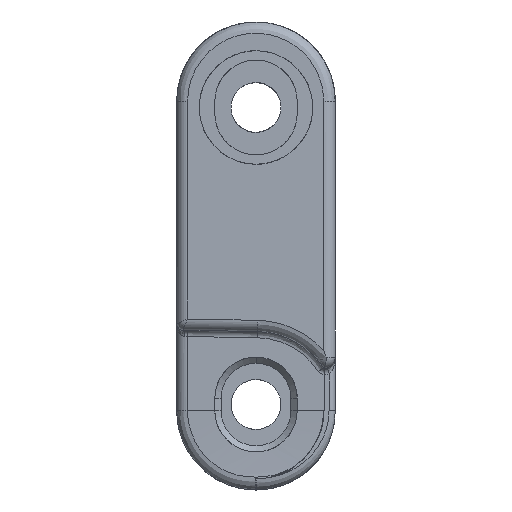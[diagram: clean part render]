
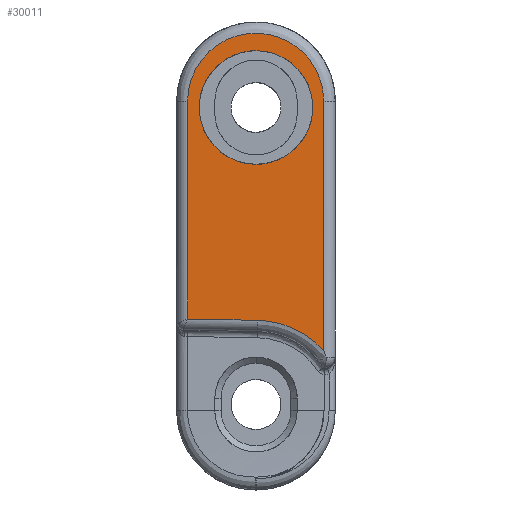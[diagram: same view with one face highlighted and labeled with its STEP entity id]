
A CAD part, left-side view. The second image highlights one B-rep face of the part: STEP entity #30011.
In plain terms, the highlighted planar face has unit normal (-0.999, 0.035, 0).
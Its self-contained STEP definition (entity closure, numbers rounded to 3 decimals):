
#703 = VERTEX_POINT ( 'NONE', #33919 ) ;
#1218 = ORIENTED_EDGE ( 'NONE', *, *, #16080, .F. ) ;
#1835 = EDGE_CURVE ( 'NONE', #703, #16277, #3048, .T. ) ;
#1849 = VECTOR ( 'NONE', #28890, 1000. ) ;
#2207 =( BOUNDED_CURVE ( )  B_SPLINE_CURVE ( 3, ( #20464, #14439, #26678, #18650 ),
 .UNSPECIFIED., .F., .T. ) 
 B_SPLINE_CURVE_WITH_KNOTS ( ( 4, 4 ),
 ( 1.571, 4.712 ),
 .UNSPECIFIED. ) 
 CURVE ( )  GEOMETRIC_REPRESENTATION_ITEM ( )  RATIONAL_B_SPLINE_CURVE ( ( 1., 0.333, 0.333, 1. ) ) 
 REPRESENTATION_ITEM ( '' )  );
#2765 = VERTEX_POINT ( 'NONE', #37301 ) ;
#3048 = LINE ( 'NONE', #8643, #28041 ) ;
#3398 = CARTESIAN_POINT ( 'NONE',  ( -57.069, -10.385, -6.04 ) ) ;
#3759 = VERTEX_POINT ( 'NONE', #21877 ) ;
#4568 = EDGE_CURVE ( 'NONE', #21772, #703, #21508, .T. ) ;
#5329 = DIRECTION ( 'NONE',  ( -0.035, -0.999, 0. ) ) ;
#6518 = CARTESIAN_POINT ( 'NONE',  ( -57.117, -11.769, 12.4 ) ) ;
#8199 = LINE ( 'NONE', #13419, #21895 ) ;
#8526 = VERTEX_POINT ( 'NONE', #13717 ) ;
#8596 = CARTESIAN_POINT ( 'NONE',  ( -57.004, -8.508, -5.187 ) ) ;
#8643 = CARTESIAN_POINT ( 'NONE',  ( -57.117, -11.769, 18.8 ) ) ;
#8657 = ORIENTED_EDGE ( 'NONE', *, *, #13808, .T. ) ;
#8927 = DIRECTION ( 'NONE',  ( -0.999, 0.035, 0. ) ) ;
#8989 =( BOUNDED_CURVE ( )  B_SPLINE_CURVE ( 3, ( #19546, #31772, #27980, #16540 ),
 .UNSPECIFIED., .F., .T. ) 
 B_SPLINE_CURVE_WITH_KNOTS ( ( 4, 4 ),
 ( 4.712, 7.854 ),
 .UNSPECIFIED. ) 
 CURVE ( )  GEOMETRIC_REPRESENTATION_ITEM ( )  RATIONAL_B_SPLINE_CURVE ( ( 1., 0.333, 0.333, 1. ) ) 
 REPRESENTATION_ITEM ( '' )  );
#9382 = CARTESIAN_POINT ( 'NONE',  ( -56.932, -6.447, -5.151 ) ) ;
#9389 = EDGE_CURVE ( 'NONE', #8526, #2765, #8989, .T. ) ;
#9918 = CARTESIAN_POINT ( 'NONE',  ( -56.737, -0.869, 23.3 ) ) ;
#10838 = LINE ( 'NONE', #34703, #1849 ) ;
#10922 = CARTESIAN_POINT ( 'NONE',  ( -56.932, -6.447, -5.151 ) ) ;
#11371 = ORIENTED_EDGE ( 'NONE', *, *, #34541, .T. ) ;
#13419 = CARTESIAN_POINT ( 'NONE',  ( -57.134, -12.242, -5.252 ) ) ;
#13717 = CARTESIAN_POINT ( 'NONE',  ( -56.928, -6.35, 7.35 ) ) ;
#13808 = EDGE_CURVE ( 'NONE', #2765, #8526, #2207, .T. ) ;
#14439 = CARTESIAN_POINT ( 'NONE',  ( -57.246, -15.45, 16.45 ) ) ;
#16080 = EDGE_CURVE ( 'NONE', #32221, #3759, #8199, .T. ) ;
#16277 = VERTEX_POINT ( 'NONE', #21402 ) ;
#16540 = CARTESIAN_POINT ( 'NONE',  ( -56.928, -6.35, 16.45 ) ) ;
#18650 = CARTESIAN_POINT ( 'NONE',  ( -56.928, -6.35, 7.35 ) ) ;
#18957 = ORIENTED_EDGE ( 'NONE', *, *, #1835, .F. ) ;
#19546 = CARTESIAN_POINT ( 'NONE',  ( -56.928, -6.35, 7.35 ) ) ;
#20464 = CARTESIAN_POINT ( 'NONE',  ( -56.928, -6.35, 16.45 ) ) ;
#20858 = DIRECTION ( 'NONE',  ( 0., 0., -1. ) ) ;
#21402 = CARTESIAN_POINT ( 'NONE',  ( -57.117, -11.769, -7.568 ) ) ;
#21508 =( BOUNDED_CURVE ( )  B_SPLINE_CURVE ( 3, ( #21730, #9918, #33951, #6518 ),
 .UNSPECIFIED., .F., .T. ) 
 B_SPLINE_CURVE_WITH_KNOTS ( ( 4, 4 ),
 ( 0., 3.142 ),
 .UNSPECIFIED. ) 
 CURVE ( )  GEOMETRIC_REPRESENTATION_ITEM ( )  RATIONAL_B_SPLINE_CURVE ( ( 1., 0.333, 0.333, 1. ) ) 
 REPRESENTATION_ITEM ( '' )  );
#21605 = CARTESIAN_POINT ( 'NONE',  ( -57.117, -11.769, -7.568 ) ) ;
#21730 = CARTESIAN_POINT ( 'NONE',  ( -56.737, -0.869, 12.4 ) ) ;
#21772 = VERTEX_POINT ( 'NONE', #36085 ) ;
#21877 = CARTESIAN_POINT ( 'NONE',  ( -56.737, -0.869, -5.054 ) ) ;
#21895 = VECTOR ( 'NONE', #25648, 1000. ) ;
#21936 =( BOUNDED_CURVE ( )  B_SPLINE_CURVE ( 3, ( #21605, #3398, #8596, #9382 ),
 .UNSPECIFIED., .F., .F. ) 
 B_SPLINE_CURVE_WITH_KNOTS ( ( 4, 4 ),
 ( 3.877, 4.695 ),
 .UNSPECIFIED. ) 
 CURVE ( )  GEOMETRIC_REPRESENTATION_ITEM ( )  RATIONAL_B_SPLINE_CURVE ( ( 1., 0.945, 0.945, 1. ) ) 
 REPRESENTATION_ITEM ( '' )  );
#23098 = ORIENTED_EDGE ( 'NONE', *, *, #30975, .F. ) ;
#23398 = ORIENTED_EDGE ( 'NONE', *, *, #9389, .T. ) ;
#25648 = DIRECTION ( 'NONE',  ( 0.035, 0.999, 0.017 ) ) ;
#26377 = FACE_OUTER_BOUND ( 'NONE', #32065, .T. ) ;
#26678 = CARTESIAN_POINT ( 'NONE',  ( -57.246, -15.45, 7.35 ) ) ;
#27980 = CARTESIAN_POINT ( 'NONE',  ( -56.61, 2.75, 16.45 ) ) ;
#28041 = VECTOR ( 'NONE', #20858, 1000. ) ;
#28890 = DIRECTION ( 'NONE',  ( 0., 0., -1. ) ) ;
#30011 = ADVANCED_FACE ( 'NONE', ( #26377, #32577 ), #36364, .T. ) ;
#30975 = EDGE_CURVE ( 'NONE', #16277, #32221, #21936, .T. ) ;
#31772 = CARTESIAN_POINT ( 'NONE',  ( -56.61, 2.75, 7.35 ) ) ;
#32065 = EDGE_LOOP ( 'NONE', ( #11371, #1218, #23098, #18957, #33095 ) ) ;
#32221 = VERTEX_POINT ( 'NONE', #10922 ) ;
#32577 = FACE_BOUND ( 'NONE', #36226, .T. ) ;
#33095 = ORIENTED_EDGE ( 'NONE', *, *, #4568, .F. ) ;
#33919 = CARTESIAN_POINT ( 'NONE',  ( -57.117, -11.769, 12.4 ) ) ;
#33951 = CARTESIAN_POINT ( 'NONE',  ( -57.117, -11.769, 23.3 ) ) ;
#34541 = EDGE_CURVE ( 'NONE', #21772, #3759, #10838, .T. ) ;
#34563 = AXIS2_PLACEMENT_3D ( 'NONE', #35969, #8927, #5329 ) ;
#34703 = CARTESIAN_POINT ( 'NONE',  ( -56.737, -0.869, 18.8 ) ) ;
#35969 = CARTESIAN_POINT ( 'NONE',  ( -57.15, -12.7, 21. ) ) ;
#36085 = CARTESIAN_POINT ( 'NONE',  ( -56.737, -0.869, 12.4 ) ) ;
#36226 = EDGE_LOOP ( 'NONE', ( #23398, #8657 ) ) ;
#36364 = PLANE ( 'NONE',  #34563 ) ;
#37301 = CARTESIAN_POINT ( 'NONE',  ( -56.928, -6.35, 16.45 ) ) ;
